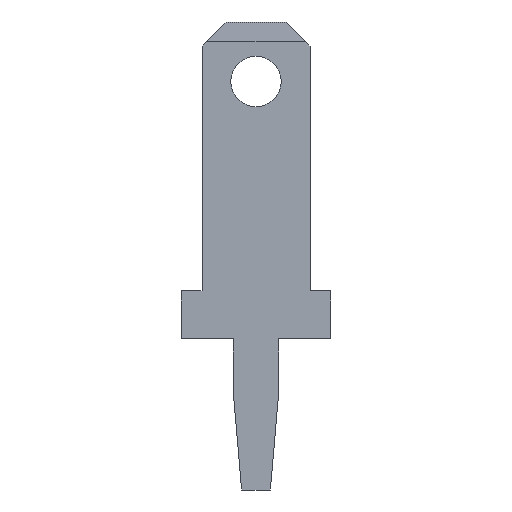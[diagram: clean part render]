
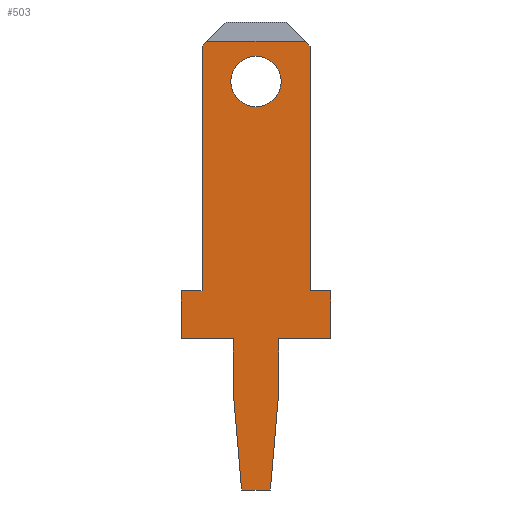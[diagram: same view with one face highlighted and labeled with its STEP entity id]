
A CAD part, front view. The second image highlights one B-rep face of the part: STEP entity #503.
In plain terms, the highlighted planar face has unit normal (0, -1, 0).
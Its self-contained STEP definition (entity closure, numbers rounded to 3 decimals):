
#134=CARTESIAN_POINT('',(0.,-0.254,-1.575));
#135=DIRECTION('',(0.,1.,0.));
#136=DIRECTION('',(1.,0.,0.));
#137=AXIS2_PLACEMENT_3D('',#134,#135,#136);
#139=CARTESIAN_POINT('',(0.,-0.254,-1.575));
#140=DIRECTION('',(0.,1.,0.));
#141=DIRECTION('',(-1.,0.,0.));
#142=AXIS2_PLACEMENT_3D('',#139,#140,#141);
#144=DIRECTION('',(-1.,0.,0.));
#145=VECTOR('',#144,2.604);
#146=CARTESIAN_POINT('',(1.302,-0.254,-0.508));
#147=LINE('',#146,#145);
#148=DIRECTION('',(-0.707,0.,0.707));
#149=VECTOR('',#148,0.18);
#150=CARTESIAN_POINT('',(1.429,-0.254,-0.635));
#151=LINE('',#150,#149);
#152=DIRECTION('',(0.,0.,1.));
#153=VECTOR('',#152,6.477);
#154=CARTESIAN_POINT('',(1.429,-0.254,-7.112));
#155=LINE('',#154,#153);
#156=DIRECTION('',(-1.,0.,0.));
#157=VECTOR('',#156,0.552);
#158=CARTESIAN_POINT('',(1.981,-0.254,-7.112));
#159=LINE('',#158,#157);
#160=DIRECTION('',(0.,0.,1.));
#161=VECTOR('',#160,1.27);
#162=CARTESIAN_POINT('',(1.981,-0.254,-8.382));
#163=LINE('',#162,#161);
#164=DIRECTION('',(1.,0.,0.));
#165=VECTOR('',#164,1.378);
#166=CARTESIAN_POINT('',(0.603,-0.254,-8.382));
#167=LINE('',#166,#165);
#168=DIRECTION('',(0.,0.,1.));
#169=VECTOR('',#168,1.397);
#170=CARTESIAN_POINT('',(0.603,-0.254,-9.779));
#171=LINE('',#170,#169);
#172=DIRECTION('',(0.085,0.,0.996));
#173=VECTOR('',#172,2.613);
#174=CARTESIAN_POINT('',(0.381,-0.254,-12.383));
#175=LINE('',#174,#173);
#176=DIRECTION('',(1.,0.,0.));
#177=VECTOR('',#176,0.762);
#178=CARTESIAN_POINT('',(-0.381,-0.254,-12.383));
#179=LINE('',#178,#177);
#180=DIRECTION('',(0.085,0.,-0.996));
#181=VECTOR('',#180,2.613);
#182=CARTESIAN_POINT('',(-0.603,-0.254,-9.779));
#183=LINE('',#182,#181);
#184=DIRECTION('',(0.,0.,-1.));
#185=VECTOR('',#184,1.397);
#186=CARTESIAN_POINT('',(-0.603,-0.254,-8.382));
#187=LINE('',#186,#185);
#188=DIRECTION('',(1.,0.,0.));
#189=VECTOR('',#188,1.378);
#190=CARTESIAN_POINT('',(-1.981,-0.254,-8.382));
#191=LINE('',#190,#189);
#192=DIRECTION('',(0.,0.,-1.));
#193=VECTOR('',#192,1.27);
#194=CARTESIAN_POINT('',(-1.981,-0.254,-7.112));
#195=LINE('',#194,#193);
#196=DIRECTION('',(-1.,0.,0.));
#197=VECTOR('',#196,0.552);
#198=CARTESIAN_POINT('',(-1.429,-0.254,-7.112));
#199=LINE('',#198,#197);
#200=DIRECTION('',(0.,0.,-1.));
#201=VECTOR('',#200,6.477);
#202=CARTESIAN_POINT('',(-1.429,-0.254,-0.635));
#203=LINE('',#202,#201);
#204=DIRECTION('',(-0.707,0.,-0.707));
#205=VECTOR('',#204,0.18);
#206=CARTESIAN_POINT('',(-1.302,-0.254,-0.508));
#207=LINE('',#206,#205);
#378=CARTESIAN_POINT('',(-1.429,-0.254,-0.635));
#379=CARTESIAN_POINT('',(-1.429,-0.254,-7.112));
#380=VERTEX_POINT('',#378);
#381=VERTEX_POINT('',#379);
#382=CARTESIAN_POINT('',(-1.981,-0.254,-7.112));
#383=VERTEX_POINT('',#382);
#384=CARTESIAN_POINT('',(-1.981,-0.254,-8.382));
#385=VERTEX_POINT('',#384);
#386=CARTESIAN_POINT('',(-0.603,-0.254,-8.382));
#387=VERTEX_POINT('',#386);
#388=CARTESIAN_POINT('',(-0.603,-0.254,-9.779));
#389=VERTEX_POINT('',#388);
#390=CARTESIAN_POINT('',(-0.381,-0.254,-12.383));
#391=VERTEX_POINT('',#390);
#392=CARTESIAN_POINT('',(0.381,-0.254,-12.383));
#393=VERTEX_POINT('',#392);
#394=CARTESIAN_POINT('',(0.603,-0.254,-9.779));
#395=VERTEX_POINT('',#394);
#396=CARTESIAN_POINT('',(0.603,-0.254,-8.382));
#397=VERTEX_POINT('',#396);
#398=CARTESIAN_POINT('',(1.981,-0.254,-8.382));
#399=VERTEX_POINT('',#398);
#400=CARTESIAN_POINT('',(1.981,-0.254,-7.112));
#401=VERTEX_POINT('',#400);
#402=CARTESIAN_POINT('',(1.429,-0.254,-7.112));
#403=VERTEX_POINT('',#402);
#430=CARTESIAN_POINT('',(0.667,-0.254,-1.575));
#431=CARTESIAN_POINT('',(-0.667,-0.254,-1.575));
#432=VERTEX_POINT('',#430);
#433=VERTEX_POINT('',#431);
#434=CARTESIAN_POINT('',(1.429,-0.254,-0.635));
#435=VERTEX_POINT('',#434);
#442=CARTESIAN_POINT('',(-1.302,-0.254,-0.508));
#444=VERTEX_POINT('',#442);
#448=CARTESIAN_POINT('',(1.302,-0.254,-0.508));
#449=VERTEX_POINT('',#448);
#458=CARTESIAN_POINT('',(0.,-0.254,0.));
#459=DIRECTION('',(0.,-1.,0.));
#460=DIRECTION('',(1.,0.,0.));
#461=AXIS2_PLACEMENT_3D('',#458,#459,#460);
#462=PLANE('',#461);
#464=ORIENTED_EDGE('',*,*,#463,.F.);
#466=ORIENTED_EDGE('',*,*,#465,.F.);
#468=ORIENTED_EDGE('',*,*,#467,.F.);
#470=ORIENTED_EDGE('',*,*,#469,.F.);
#472=ORIENTED_EDGE('',*,*,#471,.F.);
#474=ORIENTED_EDGE('',*,*,#473,.F.);
#476=ORIENTED_EDGE('',*,*,#475,.F.);
#478=ORIENTED_EDGE('',*,*,#477,.F.);
#480=ORIENTED_EDGE('',*,*,#479,.F.);
#482=ORIENTED_EDGE('',*,*,#481,.F.);
#484=ORIENTED_EDGE('',*,*,#483,.F.);
#486=ORIENTED_EDGE('',*,*,#485,.F.);
#488=ORIENTED_EDGE('',*,*,#487,.F.);
#490=ORIENTED_EDGE('',*,*,#489,.F.);
#492=ORIENTED_EDGE('',*,*,#491,.F.);
#494=ORIENTED_EDGE('',*,*,#493,.F.);
#495=EDGE_LOOP('',(#464,#466,#468,#470,#472,#474,#476,#478,#480,#482,#484,#486,
#488,#490,#492,#494));
#496=FACE_OUTER_BOUND('',#495,.F.);
#498=ORIENTED_EDGE('',*,*,#497,.F.);
#500=ORIENTED_EDGE('',*,*,#499,.F.);
#501=EDGE_LOOP('',(#498,#500));
#502=FACE_BOUND('',#501,.F.);
#138=CIRCLE('',#137,0.667);
#143=CIRCLE('',#142,0.667);
#463=EDGE_CURVE('',#449,#444,#147,.T.);
#465=EDGE_CURVE('',#435,#449,#151,.T.);
#467=EDGE_CURVE('',#403,#435,#155,.T.);
#469=EDGE_CURVE('',#401,#403,#159,.T.);
#471=EDGE_CURVE('',#399,#401,#163,.T.);
#473=EDGE_CURVE('',#397,#399,#167,.T.);
#475=EDGE_CURVE('',#395,#397,#171,.T.);
#477=EDGE_CURVE('',#393,#395,#175,.T.);
#479=EDGE_CURVE('',#391,#393,#179,.T.);
#481=EDGE_CURVE('',#389,#391,#183,.T.);
#483=EDGE_CURVE('',#387,#389,#187,.T.);
#485=EDGE_CURVE('',#385,#387,#191,.T.);
#487=EDGE_CURVE('',#383,#385,#195,.T.);
#489=EDGE_CURVE('',#381,#383,#199,.T.);
#491=EDGE_CURVE('',#380,#381,#203,.T.);
#493=EDGE_CURVE('',#444,#380,#207,.T.);
#497=EDGE_CURVE('',#432,#433,#138,.T.);
#499=EDGE_CURVE('',#433,#432,#143,.T.);
#503=ADVANCED_FACE('',(#496,#502),#462,.T.);
